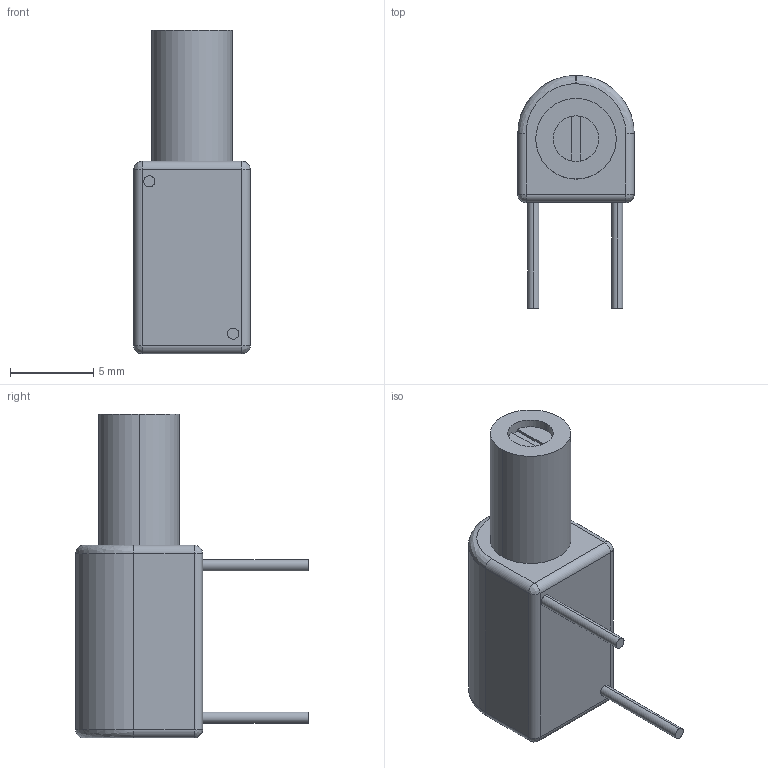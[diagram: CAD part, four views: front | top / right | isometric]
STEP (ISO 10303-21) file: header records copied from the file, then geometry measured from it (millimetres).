
FILE_DESCRIPTION (( 'STEP AP214' ), '1' );
FILE_NAME ('Coilcraft-148-xxJ12L.STEP', '2019-02-01T20:04:55', ( '' ), ( '' ), 'SwSTEP 2.0', 'SolidWorks 2019', '' );
FILE_SCHEMA (( 'AUTOMOTIVE_DESIGN' ));
Length unit declared in the file: millimetre
Products named in the file (1): Coilcraft-148-xxJ12L
Bounding box: 6.99 x 13.97 x 19.43 mm (x, y, z)
Volume: 697 mm3; surface area: 534.4 mm2
Topology: 1 solids, 1 shells, 42 faces, 92 edges, 52 vertices
Faces by surface type: cylinder 20, plane 14, bspline 8
Entity records: 1359 total; most frequent: CARTESIAN_POINT 315, DIRECTION 198, ORIENTED_EDGE 176, EDGE_CURVE 88, AXIS2_PLACEMENT_3D 79, VERTEX_POINT 52, EDGE_LOOP 46, CIRCLE 44
